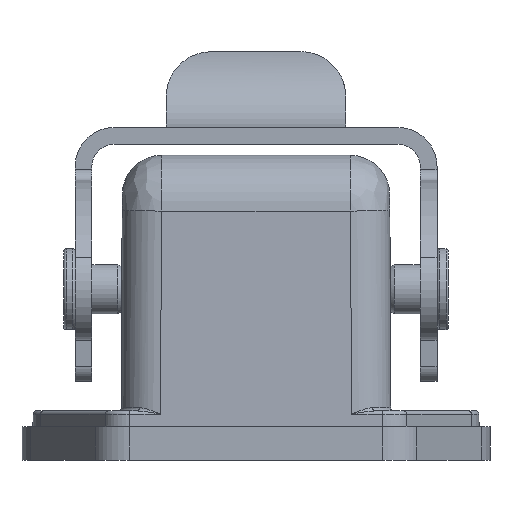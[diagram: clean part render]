
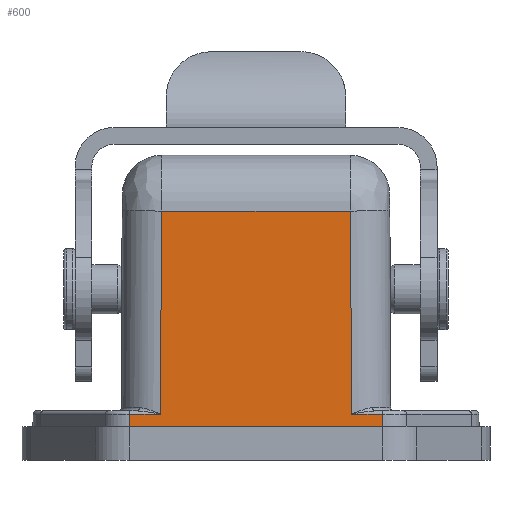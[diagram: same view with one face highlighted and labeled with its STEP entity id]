
A CAD part, left-side view. The second image highlights one B-rep face of the part: STEP entity #600.
In plain terms, the highlighted planar face has unit normal (-1, 0, 0.005).
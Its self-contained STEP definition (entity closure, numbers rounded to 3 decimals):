
#600=ADVANCED_FACE('',(#958),#877,.T.);
#877=PLANE('',#4660);
#958=FACE_OUTER_BOUND('',#1186,.T.);
#1186=EDGE_LOOP('',(#1692,#1693,#1694,#1695,#1696,#1697,#1698,#1699));
#1692=ORIENTED_EDGE('',*,*,#3429,.F.);
#1693=ORIENTED_EDGE('',*,*,#3430,.T.);
#1694=ORIENTED_EDGE('',*,*,#3431,.T.);
#1695=ORIENTED_EDGE('',*,*,#3432,.T.);
#1696=ORIENTED_EDGE('',*,*,#3433,.T.);
#1697=ORIENTED_EDGE('',*,*,#3434,.T.);
#1698=ORIENTED_EDGE('',*,*,#3435,.F.);
#1699=ORIENTED_EDGE('',*,*,#3436,.F.);
#3006=VERTEX_POINT('',#6505);
#3007=VERTEX_POINT('',#6506);
#3008=VERTEX_POINT('',#6508);
#3009=VERTEX_POINT('',#6510);
#3010=VERTEX_POINT('',#6512);
#3011=VERTEX_POINT('',#6514);
#3012=VERTEX_POINT('',#6516);
#3013=VERTEX_POINT('',#6518);
#3429=EDGE_CURVE('',#3006,#3007,#4082,.T.);
#3430=EDGE_CURVE('',#3006,#3008,#4083,.T.);
#3431=EDGE_CURVE('',#3008,#3009,#4084,.T.);
#3432=EDGE_CURVE('',#3009,#3010,#4085,.T.);
#3433=EDGE_CURVE('',#3010,#3011,#4086,.T.);
#3434=EDGE_CURVE('',#3011,#3012,#4087,.T.);
#3435=EDGE_CURVE('',#3013,#3012,#4088,.T.);
#3436=EDGE_CURVE('',#3007,#3013,#4089,.T.);
#4082=LINE('',#6504,#4372);
#4083=LINE('',#6507,#4373);
#4084=LINE('',#6509,#4374);
#4085=LINE('',#6511,#4375);
#4086=LINE('',#6513,#4376);
#4087=LINE('',#6515,#4377);
#4088=LINE('',#6517,#4378);
#4089=LINE('',#6519,#4379);
#4372=VECTOR('',#5180,1.);
#4373=VECTOR('',#5181,1.);
#4374=VECTOR('',#5182,1.);
#4375=VECTOR('',#5183,1.);
#4376=VECTOR('',#5184,1.);
#4377=VECTOR('',#5185,1.);
#4378=VECTOR('',#5186,1.);
#4379=VECTOR('',#5187,1.);
#4660=AXIS2_PLACEMENT_3D('',#6520,#5188,#5189);
#5180=DIRECTION('',(0.005,-0.017,1.));
#5181=DIRECTION('',(0.,-1.,0.));
#5182=DIRECTION('',(0.005,0.017,1.));
#5183=DIRECTION('',(0.,1.,0.));
#5184=DIRECTION('',(0.005,0.005,1.));
#5185=DIRECTION('',(0.,1.,0.));
#5186=DIRECTION('',(0.005,-0.005,1.));
#5187=DIRECTION('',(0.,-1.,0.));
#5188=DIRECTION('',(-1.,0.,0.005));
#5189=DIRECTION('',(-0.005,0.,-1.));
#6504=CARTESIAN_POINT('',(24.877,11.32,52.878));
#6505=CARTESIAN_POINT('',(24.884,11.298,54.185));
#6506=CARTESIAN_POINT('',(24.889,11.279,55.286));
#6507=CARTESIAN_POINT('',(24.884,-14.948,54.185));
#6508=CARTESIAN_POINT('',(24.884,-11.298,54.185));
#6509=CARTESIAN_POINT('',(24.877,-11.32,52.878));
#6510=CARTESIAN_POINT('',(24.889,-11.279,55.286));
#6511=CARTESIAN_POINT('',(24.889,-8.723,55.286));
#6512=CARTESIAN_POINT('',(24.889,-8.524,55.286));
#6513=CARTESIAN_POINT('',(24.876,-8.538,52.73));
#6514=CARTESIAN_POINT('',(24.984,-8.429,73.418));
#6515=CARTESIAN_POINT('',(24.984,0.,73.418));
#6516=CARTESIAN_POINT('',(24.984,8.429,73.418));
#6517=CARTESIAN_POINT('',(24.876,8.538,52.73));
#6518=CARTESIAN_POINT('',(24.889,8.524,55.286));
#6519=CARTESIAN_POINT('',(24.889,8.723,55.286));
#6520=CARTESIAN_POINT('',(24.876,0.,52.685));
